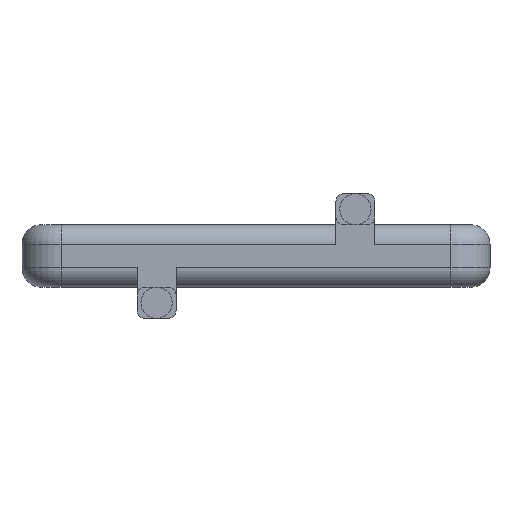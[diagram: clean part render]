
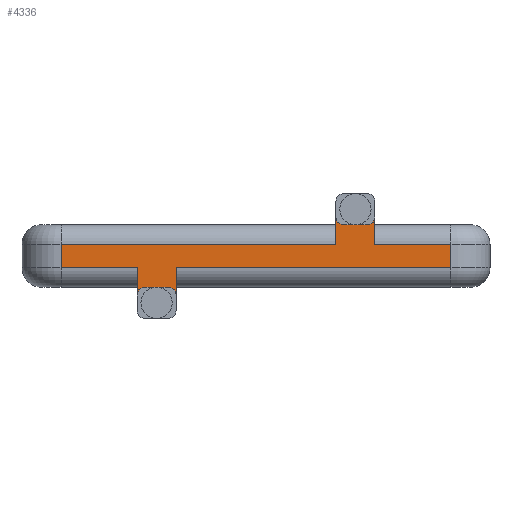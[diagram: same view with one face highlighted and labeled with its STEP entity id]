
A CAD part, front view. The second image highlights one B-rep face of the part: STEP entity #4336.
In plain terms, the highlighted planar face has unit normal (0, -1, 0).
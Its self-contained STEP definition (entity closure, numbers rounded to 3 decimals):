
#34 = VECTOR ( 'NONE', #1675, 1000. ) ;
#60 = CARTESIAN_POINT ( 'NONE',  ( 2.05, -7.5, 1. ) ) ;
#126 = CARTESIAN_POINT ( 'NONE',  ( -5., -7.5, 0.8 ) ) ;
#155 = EDGE_CURVE ( 'NONE', #2597, #2173, #5397, .T. ) ;
#171 = EDGE_LOOP ( 'NONE', ( #5506, #5529, #5540, #3733, #2834, #1993, #3322, #4457, #3663, #2177, #3048, #3531, #5268, #1745, #5620, #1170 ) ) ;
#196 = LINE ( 'NONE', #2499, #3660 ) ;
#259 = DIRECTION ( 'NONE',  ( 1., 0., 0. ) ) ;
#260 = CARTESIAN_POINT ( 'NONE',  ( -5., -7.5, 0.8 ) ) ;
#302 = VERTEX_POINT ( 'NONE', #2397 ) ;
#306 = CIRCLE ( 'NONE', #2563, 0.2 ) ;
#385 = DIRECTION ( 'NONE',  ( -1., 0., 0. ) ) ;
#406 = EDGE_CURVE ( 'NONE', #2893, #2695, #595, .T. ) ;
#408 = VERTEX_POINT ( 'NONE', #1066 ) ;
#526 = CARTESIAN_POINT ( 'NONE',  ( -3.05, -7.5, -1. ) ) ;
#541 = AXIS2_PLACEMENT_3D ( 'NONE', #2717, #2743, #4536 ) ;
#595 = LINE ( 'NONE', #5080, #2046 ) ;
#638 = CARTESIAN_POINT ( 'NONE',  ( -3.05, -7.5, 0.8 ) ) ;
#652 = DIRECTION ( 'NONE',  ( 0., 0., 1. ) ) ;
#767 = DIRECTION ( 'NONE',  ( 0., 0., -1. ) ) ;
#833 = VERTEX_POINT ( 'NONE', #4936 ) ;
#842 = EDGE_CURVE ( 'NONE', #1525, #2533, #4952, .T. ) ;
#949 = VERTEX_POINT ( 'NONE', #2323 ) ;
#1066 = CARTESIAN_POINT ( 'NONE',  ( -2.05, -7.5, -0.3 ) ) ;
#1122 = DIRECTION ( 'NONE',  ( 0., 0., 1. ) ) ;
#1170 = ORIENTED_EDGE ( 'NONE', *, *, #4993, .T. ) ;
#1246 = DIRECTION ( 'NONE',  ( 0., 0., 1. ) ) ;
#1370 = VERTEX_POINT ( 'NONE', #1742 ) ;
#1388 = CARTESIAN_POINT ( 'NONE',  ( -2.05, -7.5, -1. ) ) ;
#1403 = VERTEX_POINT ( 'NONE', #526 ) ;
#1448 = CARTESIAN_POINT ( 'NONE',  ( -2.05, -7.5, 0.8 ) ) ;
#1457 = VECTOR ( 'NONE', #767, 1000. ) ;
#1525 = VERTEX_POINT ( 'NONE', #2410 ) ;
#1675 = DIRECTION ( 'NONE',  ( 0., 0., -1. ) ) ;
#1688 = LINE ( 'NONE', #4411, #1457 ) ;
#1689 = AXIS2_PLACEMENT_3D ( 'NONE', #260, #4789, #2149 ) ;
#1714 = AXIS2_PLACEMENT_3D ( 'NONE', #3654, #2012, #4215 ) ;
#1719 = CARTESIAN_POINT ( 'NONE',  ( 3.05, -7.5, 0.8 ) ) ;
#1730 = VERTEX_POINT ( 'NONE', #1991 ) ;
#1742 = CARTESIAN_POINT ( 'NONE',  ( 2.05, -7.5, 0.3 ) ) ;
#1745 = ORIENTED_EDGE ( 'NONE', *, *, #2918, .T. ) ;
#1746 = CARTESIAN_POINT ( 'NONE',  ( -5., -7.5, 0.8 ) ) ;
#1793 = VECTOR ( 'NONE', #1246, 1000. ) ;
#1808 = CIRCLE ( 'NONE', #1714, 0.2 ) ;
#1914 = EDGE_CURVE ( 'NONE', #1370, #3469, #2220, .T. ) ;
#1938 = DIRECTION ( 'NONE',  ( 1., 0., 0. ) ) ;
#1978 = EDGE_CURVE ( 'NONE', #3469, #2117, #2192, .T. ) ;
#1991 = CARTESIAN_POINT ( 'NONE',  ( 3.05, -7.5, 1. ) ) ;
#1993 = ORIENTED_EDGE ( 'NONE', *, *, #3471, .T. ) ;
#2012 = DIRECTION ( 'NONE',  ( 0., 1., 0. ) ) ;
#2046 = VECTOR ( 'NONE', #3762, 1000. ) ;
#2117 = VERTEX_POINT ( 'NONE', #5425 ) ;
#2149 = DIRECTION ( 'NONE',  ( 0., 0., 1. ) ) ;
#2172 = CARTESIAN_POINT ( 'NONE',  ( -5., -7.5, 0.3 ) ) ;
#2173 = VERTEX_POINT ( 'NONE', #3831 ) ;
#2177 = ORIENTED_EDGE ( 'NONE', *, *, #1914, .T. ) ;
#2192 = LINE ( 'NONE', #1746, #4323 ) ;
#2220 = LINE ( 'NONE', #5819, #3183 ) ;
#2250 = EDGE_CURVE ( 'NONE', #2893, #833, #3538, .T. ) ;
#2323 = CARTESIAN_POINT ( 'NONE',  ( 2.85, -7.5, 0.8 ) ) ;
#2372 = LINE ( 'NONE', #126, #3861 ) ;
#2397 = CARTESIAN_POINT ( 'NONE',  ( -3.05, -7.5, -0.3 ) ) ;
#2410 = CARTESIAN_POINT ( 'NONE',  ( 2.25, -7.5, 0.8 ) ) ;
#2499 = CARTESIAN_POINT ( 'NONE',  ( -3.05, -7.5, -0.3 ) ) ;
#2533 = VERTEX_POINT ( 'NONE', #60 ) ;
#2534 = DIRECTION ( 'NONE',  ( 0., 1., 0. ) ) ;
#2563 = AXIS2_PLACEMENT_3D ( 'NONE', #3784, #5576, #1122 ) ;
#2597 = VERTEX_POINT ( 'NONE', #2901 ) ;
#2695 = VERTEX_POINT ( 'NONE', #3493 ) ;
#2717 = CARTESIAN_POINT ( 'NONE',  ( 2.25, -7.5, 1. ) ) ;
#2734 = DIRECTION ( 'NONE',  ( 1., 0., 0. ) ) ;
#2740 = DIRECTION ( 'NONE',  ( 1., 0., 0. ) ) ;
#2743 = DIRECTION ( 'NONE',  ( 0., 1., 0. ) ) ;
#2834 = ORIENTED_EDGE ( 'NONE', *, *, #3343, .T. ) ;
#2845 = EDGE_CURVE ( 'NONE', #2117, #302, #196, .T. ) ;
#2893 = VERTEX_POINT ( 'NONE', #5107 ) ;
#2901 = CARTESIAN_POINT ( 'NONE',  ( -2.85, -7.5, -0.8 ) ) ;
#2918 = EDGE_CURVE ( 'NONE', #1403, #2597, #306, .T. ) ;
#3048 = ORIENTED_EDGE ( 'NONE', *, *, #1978, .T. ) ;
#3183 = VECTOR ( 'NONE', #385, 1000. ) ;
#3322 = ORIENTED_EDGE ( 'NONE', *, *, #5633, .F. ) ;
#3343 = EDGE_CURVE ( 'NONE', #833, #1730, #4422, .T. ) ;
#3433 = VECTOR ( 'NONE', #2740, 1000. ) ;
#3469 = VERTEX_POINT ( 'NONE', #4241 ) ;
#3471 = EDGE_CURVE ( 'NONE', #1730, #949, #4634, .T. ) ;
#3493 = CARTESIAN_POINT ( 'NONE',  ( 5., -7.5, -0.3 ) ) ;
#3531 = ORIENTED_EDGE ( 'NONE', *, *, #2845, .T. ) ;
#3538 = LINE ( 'NONE', #2172, #3898 ) ;
#3596 = VECTOR ( 'NONE', #4587, 1000. ) ;
#3654 = CARTESIAN_POINT ( 'NONE',  ( -2.25, -7.5, -1. ) ) ;
#3660 = VECTOR ( 'NONE', #259, 1000. ) ;
#3663 = ORIENTED_EDGE ( 'NONE', *, *, #3691, .T. ) ;
#3691 = EDGE_CURVE ( 'NONE', #2533, #1370, #1688, .T. ) ;
#3733 = ORIENTED_EDGE ( 'NONE', *, *, #2250, .T. ) ;
#3762 = DIRECTION ( 'NONE',  ( 0., 0., -1. ) ) ;
#3784 = CARTESIAN_POINT ( 'NONE',  ( -2.85, -7.5, -1. ) ) ;
#3788 = EDGE_CURVE ( 'NONE', #5194, #408, #4560, .T. ) ;
#3831 = CARTESIAN_POINT ( 'NONE',  ( -2.25, -7.5, -0.8 ) ) ;
#3861 = VECTOR ( 'NONE', #1938, 1000. ) ;
#3875 = AXIS2_PLACEMENT_3D ( 'NONE', #5579, #2534, #652 ) ;
#3890 = LINE ( 'NONE', #638, #34 ) ;
#3898 = VECTOR ( 'NONE', #4399, 1000. ) ;
#3916 = DIRECTION ( 'NONE',  ( 0., 0., -1. ) ) ;
#3955 = LINE ( 'NONE', #4525, #4894 ) ;
#4215 = DIRECTION ( 'NONE',  ( 0., 0., 1. ) ) ;
#4241 = CARTESIAN_POINT ( 'NONE',  ( -5., -7.5, 0.3 ) ) ;
#4323 = VECTOR ( 'NONE', #3916, 1000. ) ;
#4336 = ADVANCED_FACE ( 'NONE', ( #5204 ), #5645, .F. ) ;
#4399 = DIRECTION ( 'NONE',  ( -1., 0., 0. ) ) ;
#4411 = CARTESIAN_POINT ( 'NONE',  ( 2.05, -7.5, 0.8 ) ) ;
#4422 = LINE ( 'NONE', #1719, #1793 ) ;
#4457 = ORIENTED_EDGE ( 'NONE', *, *, #842, .T. ) ;
#4525 = CARTESIAN_POINT ( 'NONE',  ( 5., -7.5, -0.3 ) ) ;
#4536 = DIRECTION ( 'NONE',  ( 0., 0., 1. ) ) ;
#4560 = LINE ( 'NONE', #1448, #3596 ) ;
#4587 = DIRECTION ( 'NONE',  ( 0., 0., 1. ) ) ;
#4634 = CIRCLE ( 'NONE', #3875, 0.2 ) ;
#4789 = DIRECTION ( 'NONE',  ( 0., 1., 0. ) ) ;
#4894 = VECTOR ( 'NONE', #2734, 1000. ) ;
#4926 = EDGE_CURVE ( 'NONE', #302, #1403, #3890, .T. ) ;
#4936 = CARTESIAN_POINT ( 'NONE',  ( 3.05, -7.5, 0.3 ) ) ;
#4952 = CIRCLE ( 'NONE', #541, 0.2 ) ;
#4993 = EDGE_CURVE ( 'NONE', #2173, #5194, #1808, .T. ) ;
#5080 = CARTESIAN_POINT ( 'NONE',  ( 5., -7.5, 0.8 ) ) ;
#5107 = CARTESIAN_POINT ( 'NONE',  ( 5., -7.5, 0.3 ) ) ;
#5194 = VERTEX_POINT ( 'NONE', #1388 ) ;
#5204 = FACE_OUTER_BOUND ( 'NONE', #171, .T. ) ;
#5268 = ORIENTED_EDGE ( 'NONE', *, *, #4926, .T. ) ;
#5397 = LINE ( 'NONE', #5751, #3433 ) ;
#5425 = CARTESIAN_POINT ( 'NONE',  ( -5., -7.5, -0.3 ) ) ;
#5506 = ORIENTED_EDGE ( 'NONE', *, *, #3788, .T. ) ;
#5529 = ORIENTED_EDGE ( 'NONE', *, *, #5559, .T. ) ;
#5540 = ORIENTED_EDGE ( 'NONE', *, *, #406, .F. ) ;
#5559 = EDGE_CURVE ( 'NONE', #408, #2695, #3955, .T. ) ;
#5576 = DIRECTION ( 'NONE',  ( 0., 1., 0. ) ) ;
#5579 = CARTESIAN_POINT ( 'NONE',  ( 2.85, -7.5, 1. ) ) ;
#5620 = ORIENTED_EDGE ( 'NONE', *, *, #155, .T. ) ;
#5633 = EDGE_CURVE ( 'NONE', #1525, #949, #2372, .T. ) ;
#5645 = PLANE ( 'NONE',  #1689 ) ;
#5751 = CARTESIAN_POINT ( 'NONE',  ( -5., -7.5, -0.8 ) ) ;
#5819 = CARTESIAN_POINT ( 'NONE',  ( -5., -7.5, 0.3 ) ) ;
